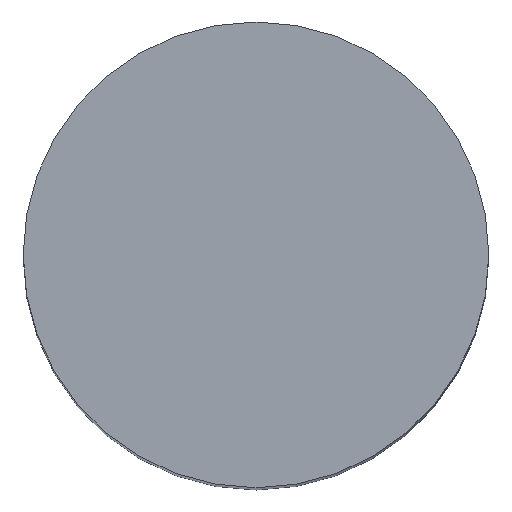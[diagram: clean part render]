
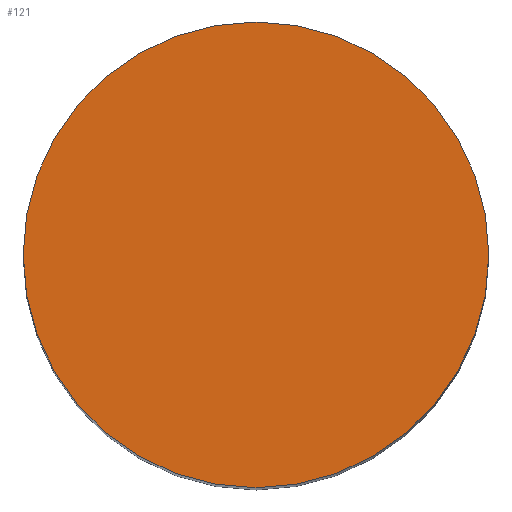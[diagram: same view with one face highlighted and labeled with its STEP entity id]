
A CAD part, top view. The second image highlights one B-rep face of the part: STEP entity #121.
In plain terms, the highlighted planar face has unit normal (0, 0, 1).
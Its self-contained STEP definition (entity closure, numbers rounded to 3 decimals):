
#38=CARTESIAN_POINT('',(0.,0.,0.));
#39=DIRECTION('',(0.,0.,-1.));
#40=DIRECTION('',(-1.,0.,0.));
#41=AXIS2_PLACEMENT_3D('',#38,#39,#40);
#43=CARTESIAN_POINT('',(0.,0.,0.));
#44=DIRECTION('',(0.,0.,-1.));
#45=DIRECTION('',(1.,0.,0.));
#46=AXIS2_PLACEMENT_3D('',#43,#44,#45);
#94=CARTESIAN_POINT('',(-5.5,0.,0.));
#95=CARTESIAN_POINT('',(5.5,0.,0.));
#96=VERTEX_POINT('',#94);
#97=VERTEX_POINT('',#95);
#110=CARTESIAN_POINT('',(0.,0.,0.));
#111=DIRECTION('',(0.,0.,1.));
#112=DIRECTION('',(1.,0.,0.));
#113=AXIS2_PLACEMENT_3D('',#110,#111,#112);
#114=PLANE('',#113);
#116=ORIENTED_EDGE('',*,*,#115,.T.);
#118=ORIENTED_EDGE('',*,*,#117,.T.);
#119=EDGE_LOOP('',(#116,#118));
#120=FACE_OUTER_BOUND('',#119,.F.);
#121=ADVANCED_FACE('',(#120),#114,.T.);
#42=CIRCLE('',#41,5.5);
#47=CIRCLE('',#46,5.5);
#115=EDGE_CURVE('',#96,#97,#42,.T.);
#117=EDGE_CURVE('',#97,#96,#47,.T.);
